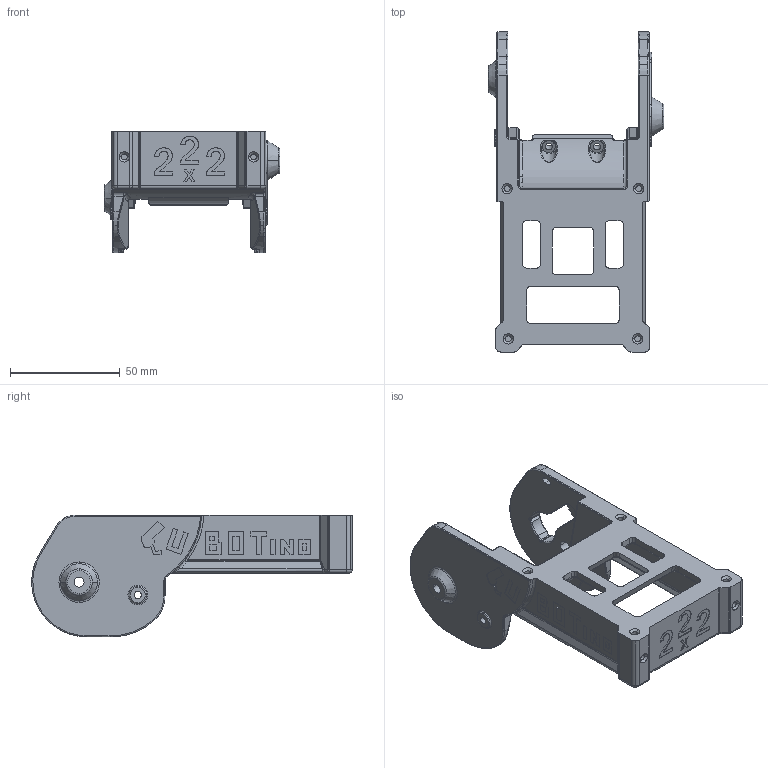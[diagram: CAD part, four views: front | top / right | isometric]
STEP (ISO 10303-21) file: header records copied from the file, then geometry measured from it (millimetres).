
FILE_DESCRIPTION(('STEP AP214'),'1');
FILE_NAME('Top_cover_pocket..stp','2024-01-30T08:33:06',(' '),(' '),'Spatial InterOp 3D',' ',' ');
FILE_SCHEMA(('AUTOMOTIVE_DESIGN { 1 0 10303 214 1 1 1 1 }'));
Length unit declared in the file: metre
Products named in the file (1): Top_cover_pocket
Bounding box: 80.22 x 146.07 x 55.59 mm (x, y, z)
Volume: 83991.7 mm3; surface area: 38053.7 mm2
Topology: 1 solids, 1 shells, 928 faces, 2421 edges, 1520 vertices
Faces by surface type: cylinder 386, plane 290, torus 105, bspline 78, extrusion 45, cone 16, sphere 8
Entity records: 53084 total; most frequent: CARTESIAN_POINT 30389, ORIENTED_EDGE 4816, DIRECTION 4684, EDGE_CURVE 2408, AXIS2_PLACEMENT_3D 1739, VERTEX_POINT 1520, VECTOR 1206, LINE 1161
